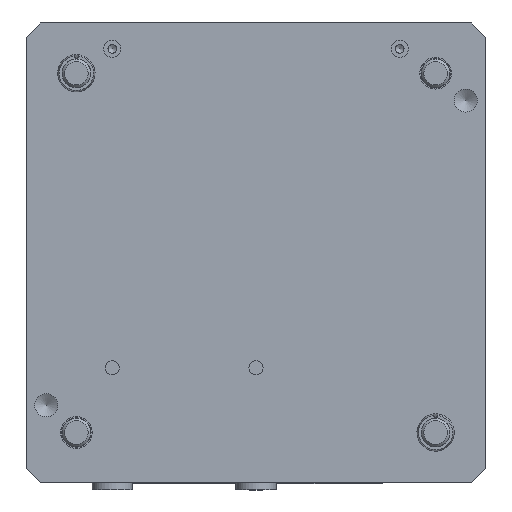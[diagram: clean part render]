
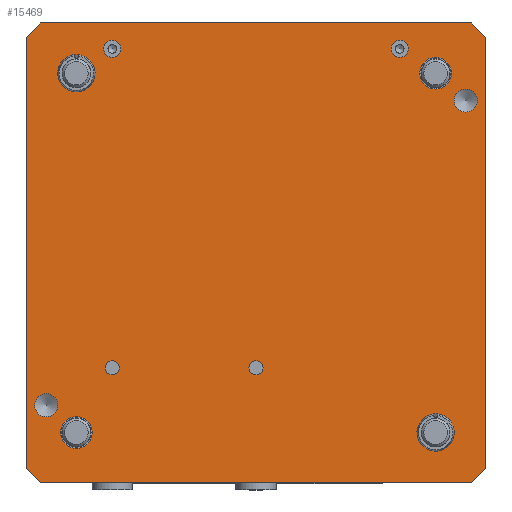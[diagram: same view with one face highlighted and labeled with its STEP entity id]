
A CAD part, front view. The second image highlights one B-rep face of the part: STEP entity #15469.
In plain terms, the highlighted planar face has unit normal (0, -1, 0).
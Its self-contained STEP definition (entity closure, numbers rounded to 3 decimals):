
#1627=CARTESIAN_POINT('',(14.024,0.491,204.739));
#1628=VERTEX_POINT('',#1627);
#1675=CARTESIAN_POINT('',(15.653,0.491,204.739));
#1676=VERTEX_POINT('',#1675);
#1705=CARTESIAN_POINT('',(14.839,0.491,198.29));
#1706=DIRECTION('',(0.0,1.0,0.0));
#1707=DIRECTION('',(-1.0,0.0,0.0));
#1708=AXIS2_PLACEMENT_3D('',#1705,#1706,#1707);
#1709=CIRCLE('',#1708,6.5);
#1710=EDGE_CURVE('',#1676,#1628,#1709,.T.);
#1766=CARTESIAN_POINT('',(14.839,0.491,198.29));
#1767=DIRECTION('',(0.0,1.0,0.0));
#1768=DIRECTION('',(-1.0,0.0,0.0));
#1769=AXIS2_PLACEMENT_3D('',#1766,#1767,#1768);
#1770=CIRCLE('',#1769,6.5);
#1771=EDGE_CURVE('',#1628,#1676,#1770,.T.);
#1847=CARTESIAN_POINT('',(139.024,0.491,79.739));
#1848=VERTEX_POINT('',#1847);
#1895=CARTESIAN_POINT('',(140.653,0.491,79.739));
#1896=VERTEX_POINT('',#1895);
#1925=CARTESIAN_POINT('',(139.839,0.491,73.29));
#1926=DIRECTION('',(0.0,1.0,0.0));
#1927=DIRECTION('',(-1.0,0.0,0.0));
#1928=AXIS2_PLACEMENT_3D('',#1925,#1926,#1927);
#1929=CIRCLE('',#1928,6.5);
#1930=EDGE_CURVE('',#1896,#1848,#1929,.T.);
#1986=CARTESIAN_POINT('',(139.839,0.491,73.29));
#1987=DIRECTION('',(0.0,1.0,0.0));
#1988=DIRECTION('',(-1.0,0.0,0.0));
#1989=AXIS2_PLACEMENT_3D('',#1986,#1987,#1988);
#1990=CIRCLE('',#1989,6.5);
#1991=EDGE_CURVE('',#1848,#1896,#1990,.T.);
#4825=CARTESIAN_POINT('',(74.88,0.491,95.79));
#4826=VERTEX_POINT('',#4825);
#4827=CARTESIAN_POINT('',(77.339,0.491,95.79));
#4828=DIRECTION('',(0.0,1.0,0.0));
#4829=DIRECTION('',(-1.0,0.0,0.0));
#4830=AXIS2_PLACEMENT_3D('',#4827,#4828,#4829);
#4831=CIRCLE('',#4830,2.459);
#4832=EDGE_CURVE('',#4826,#4826,#4831,.T.);
#4853=CARTESIAN_POINT('',(24.88,0.491,95.79));
#4854=VERTEX_POINT('',#4853);
#4855=CARTESIAN_POINT('',(27.339,0.491,95.79));
#4856=DIRECTION('',(0.0,1.0,0.0));
#4857=DIRECTION('',(-1.0,0.0,0.0));
#4858=AXIS2_PLACEMENT_3D('',#4855,#4856,#4857);
#4859=CIRCLE('',#4858,2.459);
#4860=EDGE_CURVE('',#4854,#4854,#4859,.T.);
#7826=CARTESIAN_POINT('',(124.339,0.491,206.79));
#7827=VERTEX_POINT('',#7826);
#7828=CARTESIAN_POINT('',(127.339,0.491,206.79));
#7829=DIRECTION('',(0.0,1.0,0.0));
#7830=DIRECTION('',(-1.0,0.0,0.0));
#7831=AXIS2_PLACEMENT_3D('',#7828,#7829,#7830);
#7832=CIRCLE('',#7831,3.0);
#7833=EDGE_CURVE('',#7827,#7827,#7832,.T.);
#7903=CARTESIAN_POINT('',(24.339,0.491,206.79));
#7904=VERTEX_POINT('',#7903);
#7905=CARTESIAN_POINT('',(27.339,0.491,206.79));
#7906=DIRECTION('',(0.0,1.0,0.0));
#7907=DIRECTION('',(-1.0,0.0,0.0));
#7908=AXIS2_PLACEMENT_3D('',#7905,#7906,#7907);
#7909=CIRCLE('',#7908,3.0);
#7910=EDGE_CURVE('',#7904,#7904,#7909,.T.);
#11424=CARTESIAN_POINT('',(157.339,0.491,210.79));
#11425=VERTEX_POINT('',#11424);
#11432=CARTESIAN_POINT('',(157.339,0.491,60.79));
#11433=VERTEX_POINT('',#11432);
#11434=CARTESIAN_POINT('',(157.339,0.491,210.79));
#11435=DIRECTION('',(0.0,0.0,-1.0));
#11436=VECTOR('',#11435,150.0);
#11437=LINE('',#11434,#11436);
#11438=EDGE_CURVE('',#11425,#11433,#11437,.T.);
#11549=CARTESIAN_POINT('',(0.339,0.491,82.79));
#11550=VERTEX_POINT('',#11549);
#11551=CARTESIAN_POINT('',(4.339,0.491,82.79));
#11552=DIRECTION('',(0.0,1.0,0.0));
#11553=DIRECTION('',(-1.0,0.0,0.0));
#11554=AXIS2_PLACEMENT_3D('',#11551,#11552,#11553);
#11555=CIRCLE('',#11554,4.0);
#11556=EDGE_CURVE('',#11550,#11550,#11555,.T.);
#11586=CARTESIAN_POINT('',(146.339,0.491,188.79));
#11587=VERTEX_POINT('',#11586);
#11588=CARTESIAN_POINT('',(150.339,0.491,188.79));
#11589=DIRECTION('',(0.0,1.0,0.0));
#11590=DIRECTION('',(-1.0,0.0,0.0));
#11591=AXIS2_PLACEMENT_3D('',#11588,#11589,#11590);
#11592=CIRCLE('',#11591,4.0);
#11593=EDGE_CURVE('',#11587,#11587,#11592,.T.);
#11650=CARTESIAN_POINT('',(2.339,0.491,55.79));
#11651=VERTEX_POINT('',#11650);
#11658=CARTESIAN_POINT('',(-2.661,0.491,60.79));
#11659=VERTEX_POINT('',#11658);
#11660=CARTESIAN_POINT('',(2.339,0.491,55.79));
#11661=DIRECTION('',(-0.707,0.,0.707));
#11662=VECTOR('',#11661,7.071);
#11663=LINE('',#11660,#11662);
#11664=EDGE_CURVE('',#11651,#11659,#11663,.T.);
#11752=CARTESIAN_POINT('',(152.339,0.491,55.79));
#11753=VERTEX_POINT('',#11752);
#11760=CARTESIAN_POINT('',(2.339,0.491,55.79));
#11761=DIRECTION('',(1.0,0.0,0.0));
#11762=VECTOR('',#11761,150.);
#11763=LINE('',#11760,#11762);
#11764=EDGE_CURVE('',#11651,#11753,#11763,.T.);
#11832=CARTESIAN_POINT('',(152.339,0.491,215.79));
#11833=VERTEX_POINT('',#11832);
#11840=CARTESIAN_POINT('',(152.339,0.491,215.79));
#11841=DIRECTION('',(0.707,0.,-0.707));
#11842=VECTOR('',#11841,7.071);
#11843=LINE('',#11840,#11842);
#11844=EDGE_CURVE('',#11833,#11425,#11843,.T.);
#11872=CARTESIAN_POINT('',(2.339,0.491,215.79));
#11873=VERTEX_POINT('',#11872);
#11880=CARTESIAN_POINT('',(2.339,0.491,215.79));
#11881=DIRECTION('',(1.0,0.0,0.0));
#11882=VECTOR('',#11881,150.);
#11883=LINE('',#11880,#11882);
#11884=EDGE_CURVE('',#11873,#11833,#11883,.T.);
#14935=CARTESIAN_POINT('',(-2.661,0.491,210.79));
#14936=VERTEX_POINT('',#14935);
#14937=CARTESIAN_POINT('',(-2.661,0.491,210.79));
#14938=DIRECTION('',(0.0,0.0,-1.0));
#14939=VECTOR('',#14938,150.0);
#14940=LINE('',#14937,#14939);
#14941=EDGE_CURVE('',#14936,#11659,#14940,.T.);
#15114=CARTESIAN_POINT('',(20.339,0.491,73.29));
#15115=VERTEX_POINT('',#15114);
#15116=CARTESIAN_POINT('',(14.839,0.491,73.29));
#15117=DIRECTION('',(0.0,1.0,0.0));
#15118=DIRECTION('',(-1.0,0.0,0.0));
#15119=AXIS2_PLACEMENT_3D('',#15116,#15117,#15118);
#15120=CIRCLE('',#15119,5.5);
#15121=EDGE_CURVE('',#15115,#15115,#15120,.T.);
#15189=CARTESIAN_POINT('',(145.339,0.491,198.29));
#15190=VERTEX_POINT('',#15189);
#15191=CARTESIAN_POINT('',(139.839,0.491,198.29));
#15192=DIRECTION('',(0.0,1.0,0.0));
#15193=DIRECTION('',(-1.0,0.0,0.0));
#15194=AXIS2_PLACEMENT_3D('',#15191,#15192,#15193);
#15195=CIRCLE('',#15194,5.5);
#15196=EDGE_CURVE('',#15190,#15190,#15195,.T.);
#15395=CARTESIAN_POINT('',(-2.661,0.491,210.79));
#15396=DIRECTION('',(0.707,0.,0.707));
#15397=VECTOR('',#15396,7.071);
#15398=LINE('',#15395,#15397);
#15399=EDGE_CURVE('',#14936,#11873,#15398,.T.);
#15417=CARTESIAN_POINT('',(-158.661,0.491,215.79));
#15418=DIRECTION('',(0.0,-1.0,0.0));
#15419=DIRECTION('',(0.0,0.0,1.0));
#15420=AXIS2_PLACEMENT_3D('',#15417,#15418,#15419);
#15421=PLANE('',#15420);
#15422=ORIENTED_EDGE('',*,*,#15399,.F.);
#15423=ORIENTED_EDGE('',*,*,#14941,.T.);
#15424=ORIENTED_EDGE('',*,*,#11664,.F.);
#15425=ORIENTED_EDGE('',*,*,#11764,.T.);
#15426=CARTESIAN_POINT('',(157.339,0.491,60.79));
#15427=DIRECTION('',(-0.707,0.,-0.707));
#15428=VECTOR('',#15427,7.071);
#15429=LINE('',#15426,#15428);
#15430=EDGE_CURVE('',#11433,#11753,#15429,.T.);
#15431=ORIENTED_EDGE('',*,*,#15430,.F.);
#15432=ORIENTED_EDGE('',*,*,#11438,.F.);
#15433=ORIENTED_EDGE('',*,*,#11844,.F.);
#15434=ORIENTED_EDGE('',*,*,#11884,.F.);
#15435=EDGE_LOOP('',(#15422,#15423,#15424,#15425,#15431,#15432,#15433,#15434));
#15436=FACE_OUTER_BOUND('',#15435,.T.);
#15437=ORIENTED_EDGE('',*,*,#4860,.T.);
#15438=EDGE_LOOP('',(#15437));
#15439=FACE_BOUND('',#15438,.T.);
#15440=ORIENTED_EDGE('',*,*,#4832,.T.);
#15441=EDGE_LOOP('',(#15440));
#15442=FACE_BOUND('',#15441,.T.);
#15443=ORIENTED_EDGE('',*,*,#7833,.T.);
#15444=EDGE_LOOP('',(#15443));
#15445=FACE_BOUND('',#15444,.T.);
#15446=ORIENTED_EDGE('',*,*,#7910,.T.);
#15447=EDGE_LOOP('',(#15446));
#15448=FACE_BOUND('',#15447,.T.);
#15449=ORIENTED_EDGE('',*,*,#1930,.T.);
#15450=ORIENTED_EDGE('',*,*,#1991,.T.);
#15451=EDGE_LOOP('',(#15449,#15450));
#15452=FACE_BOUND('',#15451,.T.);
#15453=ORIENTED_EDGE('',*,*,#1710,.T.);
#15454=ORIENTED_EDGE('',*,*,#1771,.T.);
#15455=EDGE_LOOP('',(#15453,#15454));
#15456=FACE_BOUND('',#15455,.T.);
#15457=ORIENTED_EDGE('',*,*,#11556,.T.);
#15458=EDGE_LOOP('',(#15457));
#15459=FACE_BOUND('',#15458,.T.);
#15460=ORIENTED_EDGE('',*,*,#11593,.T.);
#15461=EDGE_LOOP('',(#15460));
#15462=FACE_BOUND('',#15461,.T.);
#15463=ORIENTED_EDGE('',*,*,#15121,.T.);
#15464=EDGE_LOOP('',(#15463));
#15465=FACE_BOUND('',#15464,.T.);
#15466=ORIENTED_EDGE('',*,*,#15196,.T.);
#15467=EDGE_LOOP('',(#15466));
#15468=FACE_BOUND('',#15467,.T.);
#15469=ADVANCED_FACE('',(#15436,#15439,#15442,#15445,#15448,#15452,#15456,#15459,#15462,#15465,#15468),#15421,.T.);
